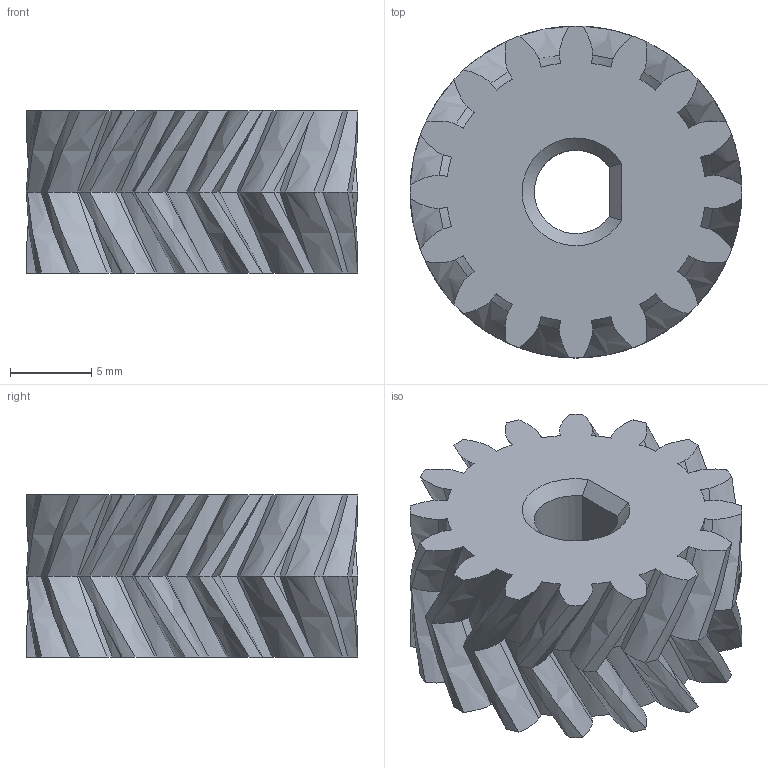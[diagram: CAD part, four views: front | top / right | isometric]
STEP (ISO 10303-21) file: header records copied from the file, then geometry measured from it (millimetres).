
FILE_DESCRIPTION(/* description */ (''),/* implementation_level */ '2;1');
FILE_NAME(/* name */ 'cam_plat_small_gear v3.step',/* time_stamp */ '2020-12-14T21:01:42+01:00',/* author */ (''),/* organization */ (''),/* preprocessor_version */ 'ST-DEVELOPER v18.1',/* originating_system */ 'Autodesk Translation Framework v9.7.1.1290',/* authorisation */ '');
FILE_SCHEMA (('AUTOMOTIVE_DESIGN { 1 0 10303 214 3 1 1 }'));
Length unit declared in the file: millimetre
Products named in the file (2): cam_plat_small_gear; Healical Gear (16L@30.00)
Assembly tree (1 placements, depth 2):
  cam_plat_small_gear
    Healical Gear (16L@30.00)
Bounding box: 20.47 x 20.47 x 10 mm (x, y, z)
Volume: 2415.2 mm3; surface area: 2324.7 mm2
Topology: 2 solids, 2 shells, 204 faces, 596 edges, 396 vertices
Faces by surface type: bspline 160, cylinder 34, plane 8, cone 2
Entity records: 16854 total; most frequent: CARTESIAN_POINT 12635, ORIENTED_EDGE 1192, EDGE_CURVE 596, DIRECTION 500, VERTEX_POINT 396, EDGE_LOOP 208, FACE_OUTER_BOUND 204, ADVANCED_FACE 204
